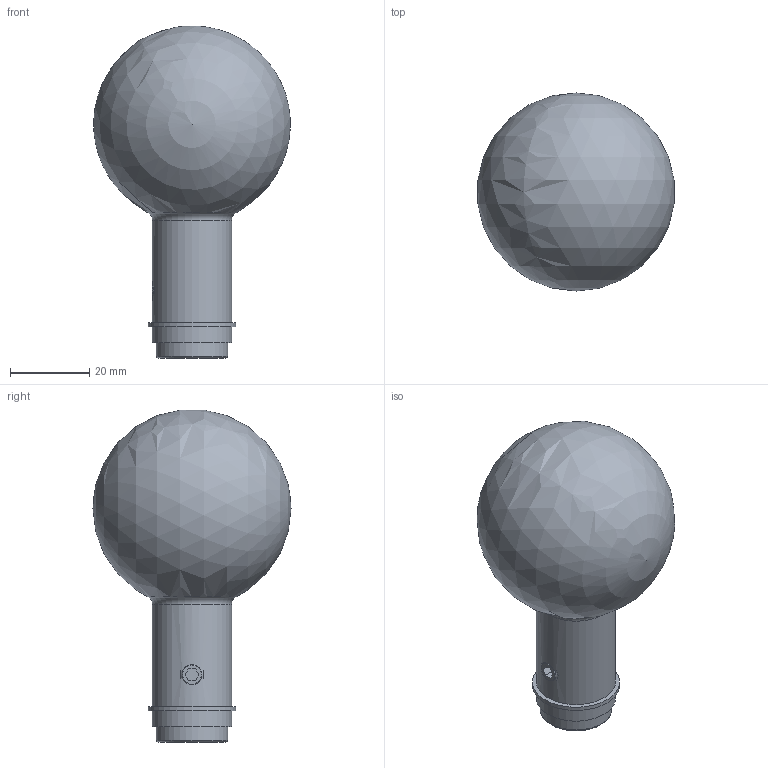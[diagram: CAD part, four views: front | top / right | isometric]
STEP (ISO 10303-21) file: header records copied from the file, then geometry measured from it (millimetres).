
FILE_DESCRIPTION (( 'STEP AP203' ), '1' );
FILE_NAME ('56636-240.STEP', '2019-11-04T12:45:25', ( '' ), ( '' ), 'SwSTEP 2.0', 'SolidWorks 2015', '' );
FILE_SCHEMA (( 'CONFIG_CONTROL_DESIGN' ));
Length unit declared in the file: millimetre
Products named in the file (8): DIN914_DIN 914 M6x6; 56636-240 Teil2_56635-240 Teil2; 56636-240; DIN914; 56636-240 Teil2; 56636-240 Teil1_56636-240 Teil1; 56636-240 Teil1
Assembly tree (4 placements, depth 2):
  56636-240
    DIN914
  56636-240 Teil2
  56636-240 Teil1
  56636-240
    56636-240 Teil1_56636-240 Teil1
    56636-240 Teil2_56635-240 Teil2
    DIN914_DIN 914 M6x6
Bounding box: 49.58 x 50 x 83.79 mm (x, y, z)
Volume: 14080.6 mm3; surface area: 21834.9 mm2
Topology: 4 solids, 4 shells, 280 faces, 744 edges, 496 vertices
Faces by surface type: plane 145, bspline 111, cylinder 14, cone 6, sphere 2, torus 2
Full cylindrical faces by diameter (mm): 5 x2, 6 x1, 18 x1, 18.1 x2, 20 x2, 22 x1
Entity records: 16502 total; most frequent: CARTESIAN_POINT 9642, ORIENTED_EDGE 1440, DIRECTION 875, EDGE_CURVE 720, VERTEX_POINT 487, LINE 453, VECTOR 453, EDGE_LOOP 327
